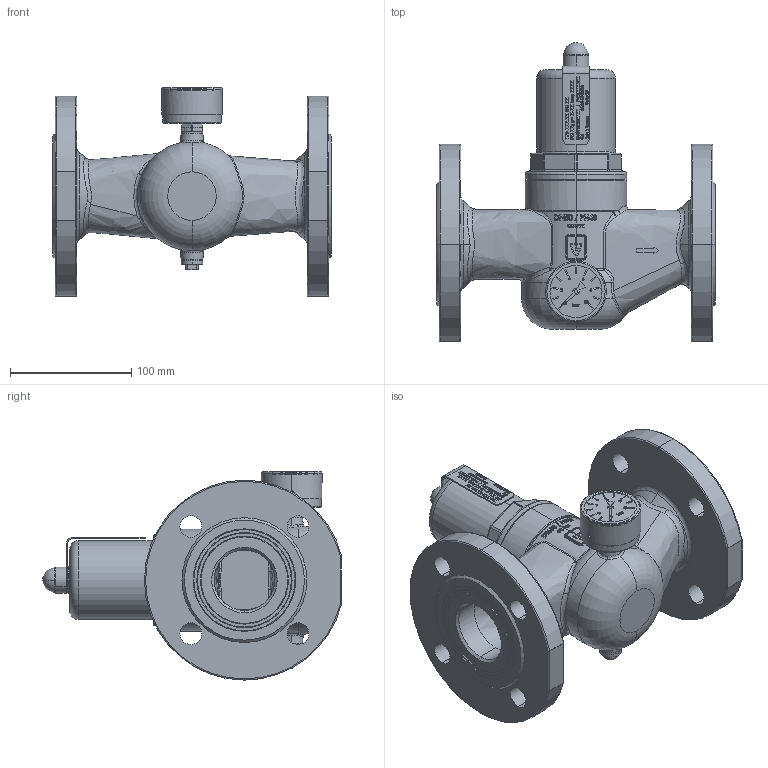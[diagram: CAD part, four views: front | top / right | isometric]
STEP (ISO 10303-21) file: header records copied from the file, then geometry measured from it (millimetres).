
FILE_DESCRIPTION (( 'STEP AP214' ), '1' );
FILE_NAME ('682 50 PN40 Dummy.STEP', '2010-08-04T07:11:00', ( '' ), ( '' ), 'SwSTEP 2.0', 'SolidWorks 2010', '' );
FILE_SCHEMA (( 'AUTOMOTIVE_DESIGN' ));
Length unit declared in the file: millimetre
Products named in the file (1): 682 50 PN40 Dummy
Bounding box: 230 x 246.5 x 171.8 mm (x, y, z)
Volume: 1176968.8 mm3; surface area: 298948.4 mm2
Topology: 12 solids, 12 shells, 2486 faces, 6463 edges, 4208 vertices
Faces by surface type: plane 1356, bspline 630, cylinder 281, cone 100, torus 97, sphere 22
Entity records: 141375 total; most frequent: CARTESIAN_POINT 57668, ORIENTED_EDGE 12876, DIRECTION 9363, EDGE_CURVE 6438, VERTEX_POINT 4205, VECTOR 3921, LINE 3921, EDGE_LOOP 2753
